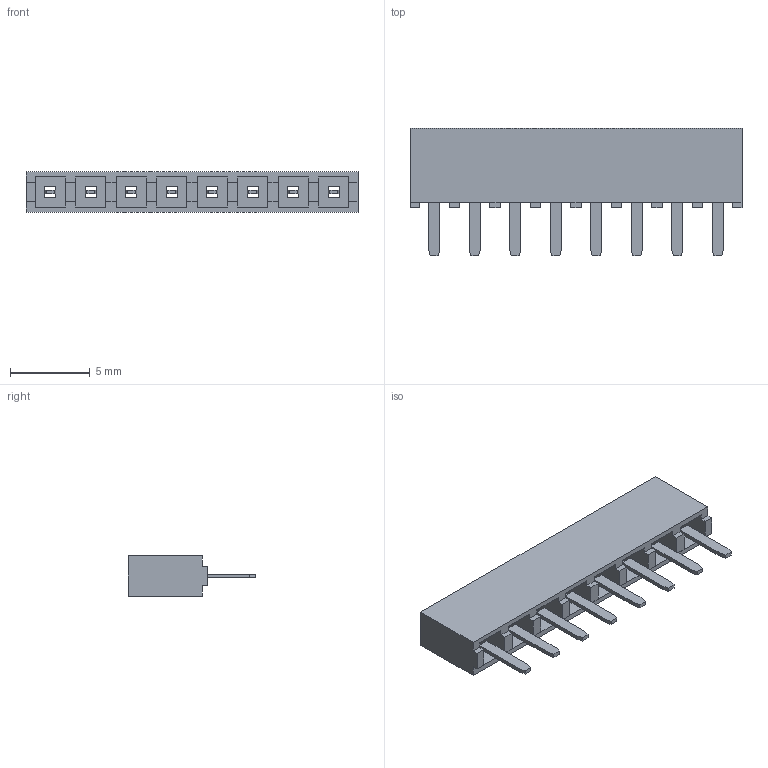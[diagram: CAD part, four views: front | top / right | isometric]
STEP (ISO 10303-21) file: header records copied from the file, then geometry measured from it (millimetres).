
FILE_DESCRIPTION (( 'STEP AP203' ), '1' );
FILE_NAME ('BG095-08-X-X-X_revE.STEP', '2015-01-13T10:22:38', ( '' ), ( '' ), 'SwSTEP 2.0', 'SolidWorks 2010', '' );
FILE_SCHEMA (( 'CONFIG_CONTROL_DESIGN' ));
Length unit declared in the file: millimetre
Products named in the file (3): BG095-8way-Insulator; BG095-Contact; BG095-08-X-X-X_revE
Assembly tree (9 placements, depth 2):
  BG095-08-X-X-X_revE
    BG095-Contact  x8
    BG095-8way-Insulator
Bounding box: 20.82 x 8 x 2.54 mm (x, y, z)
Volume: 132.9 mm3; surface area: 644.5 mm2
Topology: 9 solids, 9 shells, 202 faces, 520 edges, 336 vertices
Faces by surface type: plane 202
Entity records: 5003 total; most frequent: CARTESIAN_POINT 804, ORIENTED_EDGE 788, DIRECTION 710, EDGE_CURVE 394, VECTOR 394, LINE 394, VERTEX_POINT 252, EDGE_LOOP 162
